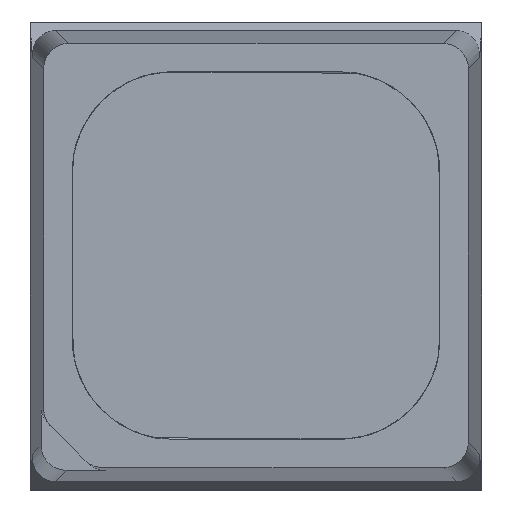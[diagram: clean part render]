
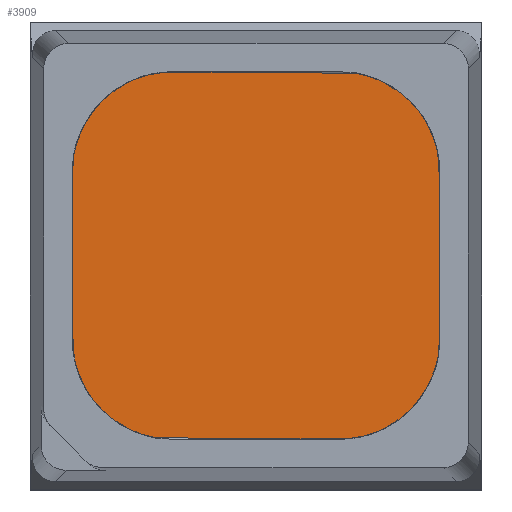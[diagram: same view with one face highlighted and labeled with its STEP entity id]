
A CAD part, top view. The second image highlights one B-rep face of the part: STEP entity #3909.
In plain terms, the highlighted planar face has unit normal (0, 0, 1).
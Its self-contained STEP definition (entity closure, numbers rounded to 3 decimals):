
#60 = CARTESIAN_POINT ( 'NONE',  ( -1.098, -0.529, -0.005 ) ) ;
#69 = CARTESIAN_POINT ( 'NONE',  ( 0.687, 1.086, -0.005 ) ) ;
#98 = CARTESIAN_POINT ( 'NONE',  ( 1.064, 0.728, -0.005 ) ) ;
#316 = ORIENTED_EDGE ( 'NONE', *, *, #989, .F. ) ;
#321 = VERTEX_POINT ( 'NONE', #4141 ) ;
#323 = EDGE_CURVE ( 'NONE', #321, #1899, #1743, .T. ) ;
#390 = CARTESIAN_POINT ( 'NONE',  ( -1.35, -1.269, -0.005 ) ) ;
#455 = CARTESIAN_POINT ( 'NONE',  ( -0.557, -1.098, -0.005 ) ) ;
#474 = CARTESIAN_POINT ( 'NONE',  ( -1.093, -0.591, -0.005 ) ) ;
#486 = CARTESIAN_POINT ( 'NONE',  ( -1.086, 0.687, -0.005 ) ) ;
#508 = CARTESIAN_POINT ( 'NONE',  ( 0.228, 1.098, -0.005 ) ) ;
#515 = CARTESIAN_POINT ( 'NONE',  ( -1.098, 0.5, -0.005 ) ) ;
#594 = CARTESIAN_POINT ( 'NONE',  ( 1.098, -0.228, -0.005 ) ) ;
#753 = CARTESIAN_POINT ( 'NONE',  ( 1.098, -0.5, -0.005 ) ) ;
#793 = CARTESIAN_POINT ( 'NONE',  ( 0.728, -1.064, -0.005 ) ) ;
#858 = CARTESIAN_POINT ( 'NONE',  ( -0.529, 1.098, -0.005 ) ) ;
#882 = CARTESIAN_POINT ( 'NONE',  ( -1.098, 0., -0.005 ) ) ;
#983 = CARTESIAN_POINT ( 'NONE',  ( 1.098, -0.5, -0.005 ) ) ;
#989 = EDGE_CURVE ( 'NONE', #1899, #321, #4086, .T. ) ;
#1203 = CARTESIAN_POINT ( 'NONE',  ( 0.228, -1.098, -0.005 ) ) ;
#1237 = CARTESIAN_POINT ( 'NONE',  ( -0.94, -0.942, -0.005 ) ) ;
#1277 = CARTESIAN_POINT ( 'NONE',  ( 1.093, 0.591, -0.005 ) ) ;
#1316 = CARTESIAN_POINT ( 'NONE',  ( 1.098, 0.529, -0.005 ) ) ;
#1335 = CARTESIAN_POINT ( 'NONE',  ( -1.098, 0.5, -0.005 ) ) ;
#1364 = FACE_OUTER_BOUND ( 'NONE', #3599, .T. ) ;
#1615 = CARTESIAN_POINT ( 'NONE',  ( 0., -1.098, -0.005 ) ) ;
#1616 = AXIS2_PLACEMENT_3D ( 'NONE', #390, #4027, #1652 ) ;
#1652 = DIRECTION ( 'NONE',  ( 0., 1., 0. ) ) ;
#1683 = CARTESIAN_POINT ( 'NONE',  ( -0.395, 1.098, -0.005 ) ) ;
#1709 = CARTESIAN_POINT ( 'NONE',  ( -0.687, -1.086, -0.005 ) ) ;
#1743 = B_SPLINE_CURVE_WITH_KNOTS ( 'NONE', 3,
 ( #1335, #2482, #486, #2084, #2933, #4115, #858, #1683, #3339, #4897, #508, #4539, #2502, #69, #3735, #98, #1277, #1316, #1809, #4594, #1834, #594, #2235, #983 ),
 .UNSPECIFIED., .F., .F.,
 ( 4, 1, 1, 1, 1, 2, 1, 1, 1, 2, 1, 1, 1, 1, 2, 1, 1, 1, 4 ),
 ( 0.004, 0.004, 0.004, 0.004, 0.005, 0.005, 0.005, 0.005, 0.006, 0.006, 0.006, 0.006, 0.006, 0.007, 0.007, 0.007, 0.007, 0.008, 0.008 ),
 .UNSPECIFIED. ) ;
#1809 = CARTESIAN_POINT ( 'NONE',  ( 1.098, 0.395, -0.005 ) ) ;
#1834 = CARTESIAN_POINT ( 'NONE',  ( 1.098, 0., -0.005 ) ) ;
#1899 = VERTEX_POINT ( 'NONE', #4445 ) ;
#2006 = CARTESIAN_POINT ( 'NONE',  ( 0.591, -1.093, -0.005 ) ) ;
#2039 = CARTESIAN_POINT ( 'NONE',  ( -0.395, -1.098, -0.005 ) ) ;
#2084 = CARTESIAN_POINT ( 'NONE',  ( -0.942, 0.94, -0.005 ) ) ;
#2235 = CARTESIAN_POINT ( 'NONE',  ( 1.098, -0.395, -0.005 ) ) ;
#2281 = ORIENTED_EDGE ( 'NONE', *, *, #323, .F. ) ;
#2414 = CARTESIAN_POINT ( 'NONE',  ( 0.529, -1.098, -0.005 ) ) ;
#2482 = CARTESIAN_POINT ( 'NONE',  ( -1.098, 0.557, -0.005 ) ) ;
#2502 = CARTESIAN_POINT ( 'NONE',  ( 0.557, 1.098, -0.005 ) ) ;
#2815 = CARTESIAN_POINT ( 'NONE',  ( 1.086, -0.687, -0.005 ) ) ;
#2884 = CARTESIAN_POINT ( 'NONE',  ( -1.098, -0.228, -0.005 ) ) ;
#2920 = CARTESIAN_POINT ( 'NONE',  ( -1.098, 0.395, -0.005 ) ) ;
#2933 = CARTESIAN_POINT ( 'NONE',  ( -0.728, 1.064, -0.005 ) ) ;
#3339 = CARTESIAN_POINT ( 'NONE',  ( -0.228, 1.098, -0.005 ) ) ;
#3569 = PLANE ( 'NONE',  #1616 ) ;
#3599 = EDGE_LOOP ( 'NONE', ( #2281, #316 ) ) ;
#3649 = CARTESIAN_POINT ( 'NONE',  ( 0.395, -1.098, -0.005 ) ) ;
#3735 = CARTESIAN_POINT ( 'NONE',  ( 0.94, 0.942, -0.005 ) ) ;
#3909 = ADVANCED_FACE ( 'NONE', ( #1364 ), #3569, .F. ) ;
#4027 = DIRECTION ( 'NONE',  ( 0., 0., -1. ) ) ;
#4086 = B_SPLINE_CURVE_WITH_KNOTS ( 'NONE', 3,
 ( #753, #4416, #2815, #4438, #793, #2006, #2414, #3649, #1203, #1615, #4452, #2039, #455, #1709, #1237, #4868, #474, #60, #4904, #2884, #882, #4853, #2920, #515 ),
 .UNSPECIFIED., .F., .F.,
 ( 4, 1, 1, 1, 1, 2, 1, 1, 1, 2, 1, 1, 1, 1, 2, 1, 1, 1, 4 ),
 ( 0., 0., 0., 0.001, 0.001, 0.001, 0.001, 0.001, 0.002, 0.002, 0.002, 0.002, 0.002, 0.003, 0.003, 0.003, 0.003, 0.004, 0.004 ),
 .UNSPECIFIED. ) ;
#4115 = CARTESIAN_POINT ( 'NONE',  ( -0.591, 1.093, -0.005 ) ) ;
#4141 = CARTESIAN_POINT ( 'NONE',  ( -1.098, 0.5, -0.005 ) ) ;
#4416 = CARTESIAN_POINT ( 'NONE',  ( 1.098, -0.557, -0.005 ) ) ;
#4438 = CARTESIAN_POINT ( 'NONE',  ( 0.942, -0.94, -0.005 ) ) ;
#4445 = CARTESIAN_POINT ( 'NONE',  ( 1.098, -0.5, -0.005 ) ) ;
#4452 = CARTESIAN_POINT ( 'NONE',  ( -0.228, -1.098, -0.005 ) ) ;
#4539 = CARTESIAN_POINT ( 'NONE',  ( 0.395, 1.098, -0.005 ) ) ;
#4594 = CARTESIAN_POINT ( 'NONE',  ( 1.098, 0.228, -0.005 ) ) ;
#4853 = CARTESIAN_POINT ( 'NONE',  ( -1.098, 0.228, -0.005 ) ) ;
#4868 = CARTESIAN_POINT ( 'NONE',  ( -1.064, -0.728, -0.005 ) ) ;
#4897 = CARTESIAN_POINT ( 'NONE',  ( 0., 1.098, -0.005 ) ) ;
#4904 = CARTESIAN_POINT ( 'NONE',  ( -1.098, -0.395, -0.005 ) ) ;
